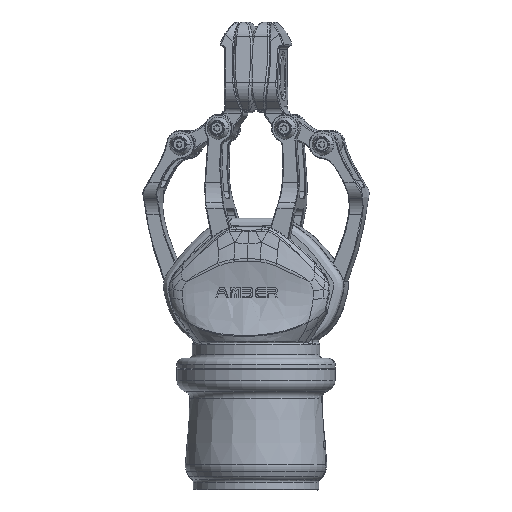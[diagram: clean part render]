
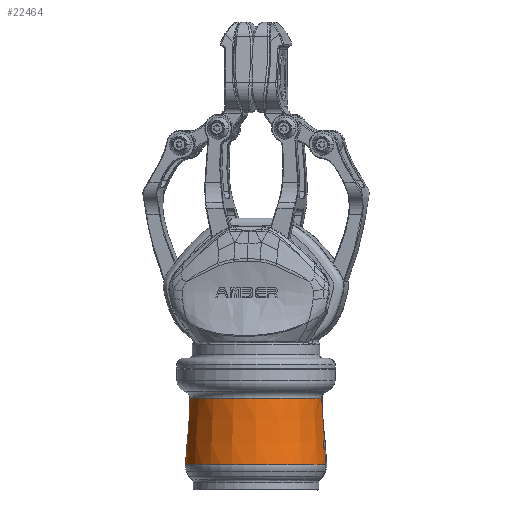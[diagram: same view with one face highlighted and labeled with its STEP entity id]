
A CAD part, left-side view. The second image highlights one B-rep face of the part: STEP entity #22464.
In plain terms, the highlighted conical face has half-angle 3.7 degrees and reference radius 31.187 mm.
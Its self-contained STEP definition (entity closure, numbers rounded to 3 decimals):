
#17144=CARTESIAN_POINT('',(0.,0.,
-6.044));
#17145=DIRECTION('',(0.,0.,-1.));
#17146=DIRECTION('',(-0.174,-0.985,0.));
#17147=AXIS2_PLACEMENT_3D('',#17144,#17145,#17146);
#17152=CARTESIAN_POINT('',(0.,0.,
-6.044));
#17153=DIRECTION('',(0.,0.,-1.));
#17154=DIRECTION('',(0.165,0.986,0.));
#17155=AXIS2_PLACEMENT_3D('',#17152,#17153,#17154);
#17176=CARTESIAN_POINT('',(0.,0.,
-29.281));
#17177=DIRECTION('',(0.,0.,1.));
#17178=DIRECTION('',(0.174,0.985,0.));
#17179=AXIS2_PLACEMENT_3D('',#17176,#17177,#17178);
#17184=CARTESIAN_POINT('',(4.954,31.32,
-29.281));
#17185=CARTESIAN_POINT('',(4.779,31.348,
-29.282));
#17186=CARTESIAN_POINT('',(4.44,31.395,
-29.234));
#17187=CARTESIAN_POINT('',(3.929,31.448,
-29.012));
#17188=CARTESIAN_POINT('',(3.508,31.475,
-28.655));
#17189=CARTESIAN_POINT('',(3.211,31.477,
-28.204));
#17190=CARTESIAN_POINT('',(3.059,31.459,
-27.705));
#17191=CARTESIAN_POINT('',(3.057,31.426,
-27.194));
#17192=CARTESIAN_POINT('',(3.2,31.38,
-26.71));
#17193=CARTESIAN_POINT('',(3.476,31.324,
-26.284));
#17194=CARTESIAN_POINT('',(3.867,31.256,
-25.948));
#17195=CARTESIAN_POINT('',(4.348,31.179,
-25.731));
#17196=CARTESIAN_POINT('',(4.691,31.125,
-25.68));
#17197=CARTESIAN_POINT('',(4.872,31.097,
-25.681));
#17202=CARTESIAN_POINT('',(0.,0.,
-25.681));
#17203=DIRECTION('',(0.,0.,-1.));
#17204=DIRECTION('',(0.155,0.988,0.));
#17205=AXIS2_PLACEMENT_3D('',#17202,#17203,#17204);
#17210=DIRECTION('',(-0.011,-0.064,-0.998));
#17211=VECTOR('',#17210,19.678);
#17212=CARTESIAN_POINT('',(-5.245,-29.748,
-6.044));
#17213=LINE('',#17212,#17211);
#17217=CARTESIAN_POINT('',(0.,0.,
-25.681));
#17218=DIRECTION('',(0.,0.,-1.));
#17219=DIRECTION('',(-0.174,-0.985,0.));
#17220=AXIS2_PLACEMENT_3D('',#17217,#17218,#17219);
#17225=CARTESIAN_POINT('',(-6.058,-30.888,
-25.681));
#17226=CARTESIAN_POINT('',(-6.229,-30.854,
-25.679));
#17227=CARTESIAN_POINT('',(-6.56,-30.79,
-25.726));
#17228=CARTESIAN_POINT('',(-7.053,-30.695,
-25.943));
#17229=CARTESIAN_POINT('',(-7.453,-30.622,
-26.29));
#17230=CARTESIAN_POINT('',(-7.734,-30.581,
-26.726));
#17231=CARTESIAN_POINT('',(-7.88,-30.577,
-27.219));
#17232=CARTESIAN_POINT('',(-7.881,-30.61,
-27.727));
#17233=CARTESIAN_POINT('',(-7.744,-30.678,
-28.213));
#17234=CARTESIAN_POINT('',(-7.469,-30.776,
-28.653));
#17235=CARTESIAN_POINT('',(-7.07,-30.894,
-29.007));
#17236=CARTESIAN_POINT('',(-6.575,-31.018,
-29.232));
#17237=CARTESIAN_POINT('',(-6.234,-31.091,
-29.282));
#17238=CARTESIAN_POINT('',(-6.057,-31.125,
-29.281));
#17243=CARTESIAN_POINT('',(0.,0.,
-29.281));
#17244=DIRECTION('',(0.,0.,1.));
#17245=DIRECTION('',(-0.191,-0.982,0.));
#17246=AXIS2_PLACEMENT_3D('',#17243,#17244,#17245);
#17251=DIRECTION('',(-0.011,-0.064,-0.998));
#17252=VECTOR('',#17251,7.089);
#17253=CARTESIAN_POINT('',(-5.506,-31.227,
-29.281));
#17254=LINE('',#17253,#17252);
#17258=CARTESIAN_POINT('',(0.,0.,
-36.354));
#17259=DIRECTION('',(0.,0.,1.));
#17260=DIRECTION('',(0.174,0.985,0.));
#17261=AXIS2_PLACEMENT_3D('',#17258,#17259,#17260);
#17266=CARTESIAN_POINT('',(0.,0.,
-36.354));
#17267=DIRECTION('',(0.,0.,1.));
#17268=DIRECTION('',(-0.18,-0.984,0.));
#17269=AXIS2_PLACEMENT_3D('',#17266,#17267,#17268);
#17404=DIRECTION('',(0.011,0.064,-0.998));
#17405=VECTOR('',#17404,19.678);
#17406=CARTESIAN_POINT('',(5.245,29.748,
-6.044));
#17407=LINE('',#17406,#17405);
#17445=DIRECTION('',(0.011,0.064,-0.998));
#17446=VECTOR('',#17445,7.089);
#17447=CARTESIAN_POINT('',(5.506,31.227,
-29.281));
#17448=LINE('',#17447,#17446);
#21561=CARTESIAN_POINT('',(5.245,29.748,
-6.044));
#21562=VERTEX_POINT('',#21561);
#21565=CARTESIAN_POINT('',(-5.245,-29.748,
-6.044));
#21566=VERTEX_POINT('',#21565);
#21569=CARTESIAN_POINT('',(4.973,29.794,
-6.044));
#21570=VERTEX_POINT('',#21569);
#21571=CARTESIAN_POINT('',(5.586,31.678,
-36.354));
#21572=CARTESIAN_POINT('',(-5.789,-31.641,
-36.354));
#21573=VERTEX_POINT('',#21571);
#21574=VERTEX_POINT('',#21572);
#21575=CARTESIAN_POINT('',(-5.586,-31.678,
-36.354));
#21576=VERTEX_POINT('',#21575);
#21577=CARTESIAN_POINT('',(5.506,31.227,
-29.281));
#21578=VERTEX_POINT('',#21577);
#21579=CARTESIAN_POINT('',(4.954,31.32,
-29.281));
#21580=VERTEX_POINT('',#21579);
#21581=VERTEX_POINT('',#17197);
#21582=CARTESIAN_POINT('',(5.466,30.998,
-25.681));
#21583=VERTEX_POINT('',#21582);
#21584=CARTESIAN_POINT('',(-5.466,-30.998,
-25.681));
#21585=VERTEX_POINT('',#21584);
#21586=CARTESIAN_POINT('',(-6.058,-30.888,
-25.681));
#21587=VERTEX_POINT('',#21586);
#21588=VERTEX_POINT('',#17238);
#21589=CARTESIAN_POINT('',(-5.506,-31.227,
-29.281));
#21590=VERTEX_POINT('',#21589);
#22431=CARTESIAN_POINT('',(0.,0.,
-21.199));
#22432=DIRECTION('',(0.,0.,-1.));
#22433=DIRECTION('',(-0.174,-0.985,0.));
#22434=AXIS2_PLACEMENT_3D('',#22431,#22432,#22433);
#22435=CONICAL_SURFACE('',#22434,31.187,3.7);
#22437=ORIENTED_EDGE('',*,*,#22436,.F.);
#22439=ORIENTED_EDGE('',*,*,#22438,.F.);
#22441=ORIENTED_EDGE('',*,*,#22440,.F.);
#22443=ORIENTED_EDGE('',*,*,#22442,.T.);
#22445=ORIENTED_EDGE('',*,*,#22444,.T.);
#22447=ORIENTED_EDGE('',*,*,#22446,.T.);
#22449=ORIENTED_EDGE('',*,*,#22448,.F.);
#22450=ORIENTED_EDGE('',*,*,#22424,.F.);
#22451=ORIENTED_EDGE('',*,*,#22422,.F.);
#22453=ORIENTED_EDGE('',*,*,#22452,.T.);
#22455=ORIENTED_EDGE('',*,*,#22454,.T.);
#22457=ORIENTED_EDGE('',*,*,#22456,.T.);
#22459=ORIENTED_EDGE('',*,*,#22458,.T.);
#22461=ORIENTED_EDGE('',*,*,#22460,.T.);
#22462=EDGE_LOOP('',(#22437,#22439,#22441,#22443,#22445,#22447,#22449,#22450,
#22451,#22453,#22455,#22457,#22459,#22461));
#22463=FACE_OUTER_BOUND('',#22462,.F.);
#22464=ADVANCED_FACE('',(#22463),#22435,.T.);
#17148=CIRCLE('',#17147,30.207);
#17156=CIRCLE('',#17155,30.207);
#17180=CIRCLE('',#17179,31.709);
#17198=B_SPLINE_CURVE_WITH_KNOTS('',3,(#17184,#17185,#17186,#17187,#17188,
#17189,#17190,#17191,#17192,#17193,#17194,#17195,#17196,#17197),.UNSPECIFIED.,
.F.,.F.,(4,1,1,1,1,1,1,1,1,1,1,4),(0.,0.091,0.182,
0.273,0.364,0.455,0.545,
0.636,0.727,0.818,0.909,1.),
.UNSPECIFIED.);
#17206=CIRCLE('',#17205,31.476);
#17221=CIRCLE('',#17220,31.476);
#17239=B_SPLINE_CURVE_WITH_KNOTS('',3,(#17225,#17226,#17227,#17228,#17229,
#17230,#17231,#17232,#17233,#17234,#17235,#17236,#17237,#17238),.UNSPECIFIED.,
.F.,.F.,(4,1,1,1,1,1,1,1,1,1,1,4),(0.,0.091,0.182,
0.273,0.364,0.455,0.545,
0.636,0.727,0.818,0.909,1.),
.UNSPECIFIED.);
#17247=CIRCLE('',#17246,31.709);
#17262=CIRCLE('',#17261,32.167);
#17270=CIRCLE('',#17269,32.167);
#22422=EDGE_CURVE('',#21566,#21570,#17148,.T.);
#22424=EDGE_CURVE('',#21570,#21562,#17156,.T.);
#22436=EDGE_CURVE('',#21574,#21576,#17270,.T.);
#22438=EDGE_CURVE('',#21573,#21574,#17262,.T.);
#22440=EDGE_CURVE('',#21578,#21573,#17448,.T.);
#22442=EDGE_CURVE('',#21578,#21580,#17180,.T.);
#22444=EDGE_CURVE('',#21580,#21581,#17198,.T.);
#22446=EDGE_CURVE('',#21581,#21583,#17206,.T.);
#22448=EDGE_CURVE('',#21562,#21583,#17407,.T.);
#22452=EDGE_CURVE('',#21566,#21585,#17213,.T.);
#22454=EDGE_CURVE('',#21585,#21587,#17221,.T.);
#22456=EDGE_CURVE('',#21587,#21588,#17239,.T.);
#22458=EDGE_CURVE('',#21588,#21590,#17247,.T.);
#22460=EDGE_CURVE('',#21590,#21576,#17254,.T.);
